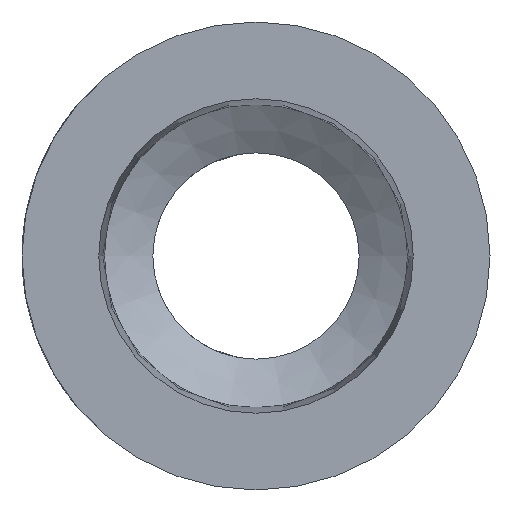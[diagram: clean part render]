
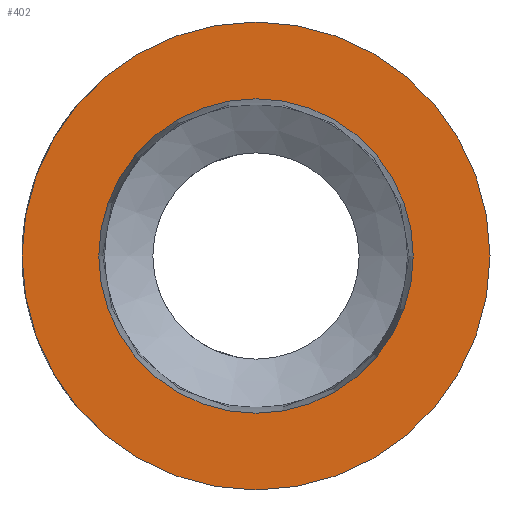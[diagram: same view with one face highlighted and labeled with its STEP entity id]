
A CAD part, left-side view. The second image highlights one B-rep face of the part: STEP entity #402.
In plain terms, the highlighted planar face has unit normal (-1, 0, 0).
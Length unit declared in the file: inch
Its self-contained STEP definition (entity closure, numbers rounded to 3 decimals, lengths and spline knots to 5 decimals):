
#253=CARTESIAN_POINT('',(-1.67291,0.64078,0.0));
#254=VERTEX_POINT('',#253);
#255=CARTESIAN_POINT('',(-1.67291,0.01578,0.0));
#256=DIRECTION('',(1.0,0.0,0.0));
#257=DIRECTION('',(0.0,1.0,0.0));
#258=AXIS2_PLACEMENT_3D('',#255,#256,#257);
#259=CIRCLE('',#258,0.625);
#260=EDGE_CURVE('',#254,#254,#259,.T.);
#376=CARTESIAN_POINT('',(-1.67291,0.43578,0.0));
#377=VERTEX_POINT('',#376);
#378=CARTESIAN_POINT('',(-1.67291,0.01578,0.0));
#379=DIRECTION('',(1.0,0.0,0.0));
#380=DIRECTION('',(0.0,1.0,0.0));
#381=AXIS2_PLACEMENT_3D('',#378,#379,#380);
#382=CIRCLE('',#381,0.42);
#383=EDGE_CURVE('',#377,#377,#382,.T.);
#391=CARTESIAN_POINT('',(-1.67291,0.53828,0.0));
#392=DIRECTION('',(-1.0,0.0,0.0));
#393=DIRECTION('',(0.0,0.0,1.0));
#394=AXIS2_PLACEMENT_3D('',#391,#392,#393);
#395=PLANE('',#394);
#396=ORIENTED_EDGE('',*,*,#260,.F.);
#397=EDGE_LOOP('',(#396));
#398=FACE_OUTER_BOUND('',#397,.T.);
#399=ORIENTED_EDGE('',*,*,#383,.T.);
#400=EDGE_LOOP('',(#399));
#401=FACE_BOUND('',#400,.T.);
#402=ADVANCED_FACE('',(#398,#401),#395,.T.);
